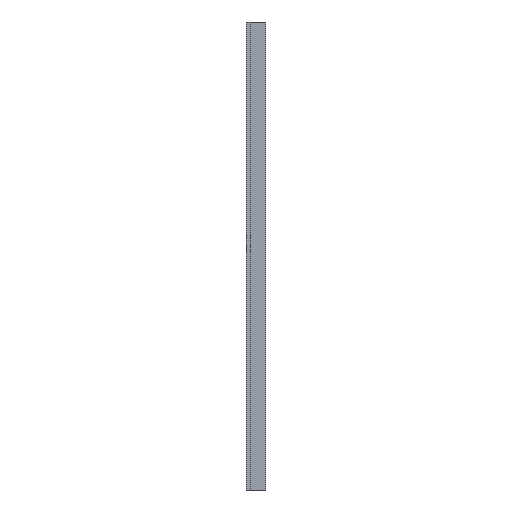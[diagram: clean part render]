
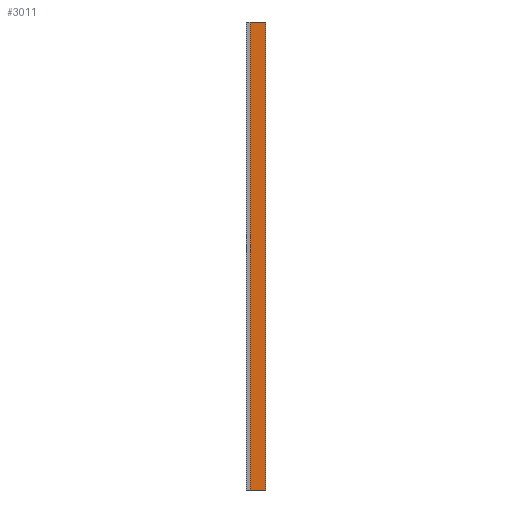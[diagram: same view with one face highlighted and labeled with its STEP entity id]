
A CAD part, left-side view. The second image highlights one B-rep face of the part: STEP entity #3011.
In plain terms, the highlighted planar face has unit normal (-1, 0, 0).
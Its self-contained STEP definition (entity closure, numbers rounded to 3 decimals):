
#460 = ORIENTED_EDGE ( 'NONE', *, *, #9826, .T. ) ;
#729 = VERTEX_POINT ( 'NONE', #32862 ) ;
#845 = AXIS2_PLACEMENT_3D ( 'NONE', #25185, #29927, #13977 ) ;
#1085 = DIRECTION ( 'NONE',  ( 0., -1., 0. ) ) ;
#1561 = LINE ( 'NONE', #17659, #11660 ) ;
#2957 = VERTEX_POINT ( 'NONE', #27293 ) ;
#3011 = ADVANCED_FACE ( 'NONE', ( #17126 ), #14330, .F. ) ;
#8302 = VERTEX_POINT ( 'NONE', #31418 ) ;
#8591 = EDGE_CURVE ( 'NONE', #729, #2957, #15078, .T. ) ;
#9826 = EDGE_CURVE ( 'NONE', #729, #8302, #1561, .T. ) ;
#11660 = VECTOR ( 'NONE', #27996, 1000. ) ;
#11735 = EDGE_CURVE ( 'NONE', #8302, #17959, #20979, .T. ) ;
#13134 = CARTESIAN_POINT ( 'NONE',  ( -14., 0., 834. ) ) ;
#13318 = ORIENTED_EDGE ( 'NONE', *, *, #11735, .T. ) ;
#13977 = DIRECTION ( 'NONE',  ( 0., 1., 0. ) ) ;
#14271 = VECTOR ( 'NONE', #34500, 1000. ) ;
#14330 = PLANE ( 'NONE',  #845 ) ;
#14464 = EDGE_LOOP ( 'NONE', ( #13318, #32511, #25499, #460 ) ) ;
#15078 = LINE ( 'NONE', #25061, #26739 ) ;
#17126 = FACE_OUTER_BOUND ( 'NONE', #14464, .T. ) ;
#17659 = CARTESIAN_POINT ( 'NONE',  ( -14., 27.2, 834. ) ) ;
#17959 = VERTEX_POINT ( 'NONE', #20915 ) ;
#20915 = CARTESIAN_POINT ( 'NONE',  ( -14., 0., 0. ) ) ;
#20979 = LINE ( 'NONE', #23095, #32474 ) ;
#23095 = CARTESIAN_POINT ( 'NONE',  ( -14., 0., 0. ) ) ;
#25061 = CARTESIAN_POINT ( 'NONE',  ( -14., 0., 834. ) ) ;
#25185 = CARTESIAN_POINT ( 'NONE',  ( -14., 0., 834. ) ) ;
#25499 = ORIENTED_EDGE ( 'NONE', *, *, #8591, .F. ) ;
#26739 = VECTOR ( 'NONE', #1085, 1000. ) ;
#27293 = CARTESIAN_POINT ( 'NONE',  ( -14., 0., 834. ) ) ;
#27996 = DIRECTION ( 'NONE',  ( 0., 0., -1. ) ) ;
#29927 = DIRECTION ( 'NONE',  ( 1., 0., 0. ) ) ;
#31418 = CARTESIAN_POINT ( 'NONE',  ( -14., 27.2, 0. ) ) ;
#32025 = EDGE_CURVE ( 'NONE', #2957, #17959, #33990, .T. ) ;
#32474 = VECTOR ( 'NONE', #33959, 1000. ) ;
#32511 = ORIENTED_EDGE ( 'NONE', *, *, #32025, .F. ) ;
#32862 = CARTESIAN_POINT ( 'NONE',  ( -14., 27.2, 834. ) ) ;
#33959 = DIRECTION ( 'NONE',  ( 0., -1., 0. ) ) ;
#33990 = LINE ( 'NONE', #13134, #14271 ) ;
#34500 = DIRECTION ( 'NONE',  ( 0., 0., -1. ) ) ;
